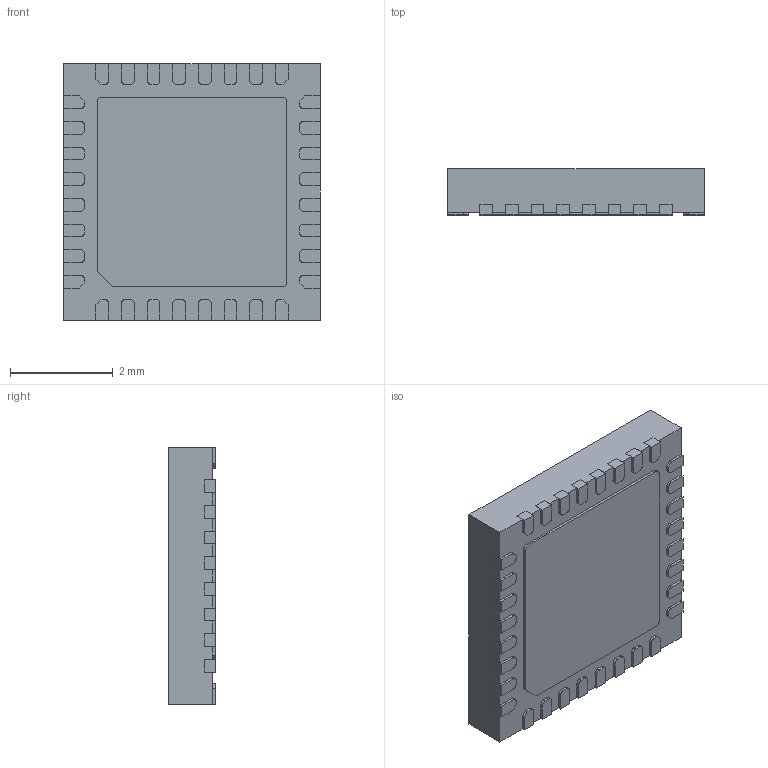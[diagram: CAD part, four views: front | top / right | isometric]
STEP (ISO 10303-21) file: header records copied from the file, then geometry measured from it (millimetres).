
FILE_DESCRIPTION (( 'STEP AP214' ), '1' );
FILE_NAME ('ESP8266EX.STEP', '2020-03-24T02:13:02', ( '' ), ( '' ), 'SwSTEP 2.0', 'SolidWorks 2017', '' );
FILE_SCHEMA (( 'AUTOMOTIVE_DESIGN' ));
Length unit declared in the file: millimetre
Products named in the file (1): ESP8266EX
Bounding box: 5 x 0.9 x 5 mm (x, y, z)
Volume: 22.1 mm3; surface area: 117.6 mm2
Topology: 35 solids, 35 shells, 512 faces, 1320 edges, 880 vertices
Faces by surface type: plane 358, cylinder 154
Entity records: 15892 total; most frequent: CARTESIAN_POINT 2713, DIRECTION 2654, ORIENTED_EDGE 2640, EDGE_CURVE 1320, LINE 1012, VECTOR 1012, VERTEX_POINT 880, AXIS2_PLACEMENT_3D 821
